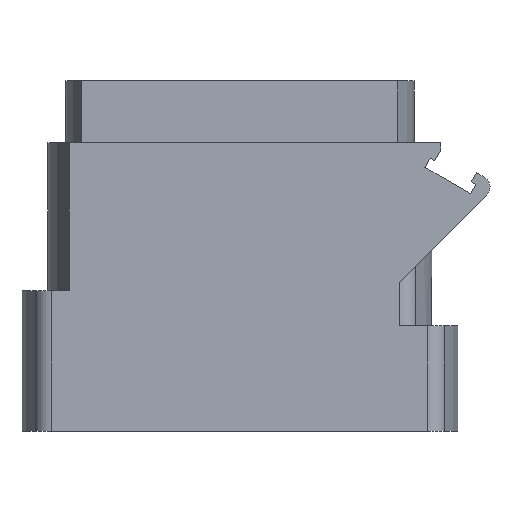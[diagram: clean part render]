
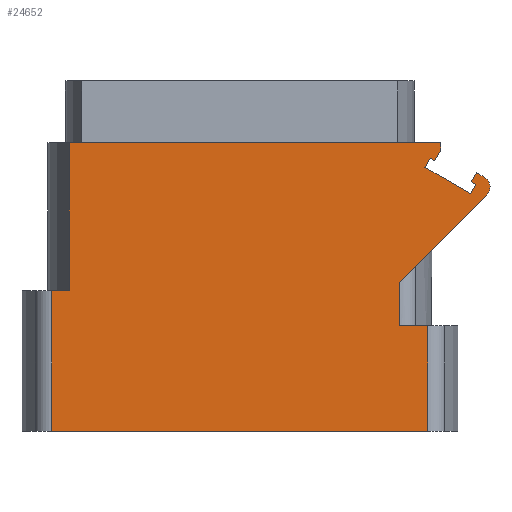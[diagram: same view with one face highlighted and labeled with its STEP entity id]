
A CAD part, front view. The second image highlights one B-rep face of the part: STEP entity #24652.
In plain terms, the highlighted planar face has unit normal (0, -1, 0).
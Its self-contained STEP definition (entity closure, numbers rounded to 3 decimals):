
#10=DIRECTION('',(1.,0.,0.));
#11=VECTOR('',#10,21.35);
#12=CARTESIAN_POINT('',(-10.675,-5.,0.));
#13=LINE('',#12,#11);
#82=DIRECTION('',(0.,0.,-1.));
#83=VECTOR('',#82,0.441);
#84=CARTESIAN_POINT('',(11.4,-5.,16.4));
#85=LINE('',#84,#83);
#86=DIRECTION('',(-0.5,0.,-0.866));
#87=VECTOR('',#86,0.68);
#88=CARTESIAN_POINT('',(11.4,-5.,15.959));
#89=LINE('',#88,#87);
#90=DIRECTION('',(-0.866,0.,0.5));
#91=VECTOR('',#90,0.3);
#92=CARTESIAN_POINT('',(11.06,-5.,15.37));
#93=LINE('',#92,#91);
#94=DIRECTION('',(-0.5,0.,-0.866));
#95=VECTOR('',#94,0.6);
#96=CARTESIAN_POINT('',(10.8,-5.,15.52));
#97=LINE('',#96,#95);
#98=DIRECTION('',(0.5,0.,0.866));
#99=VECTOR('',#98,0.6);
#100=CARTESIAN_POINT('',(13.098,-5.,13.5));
#101=LINE('',#100,#99);
#102=DIRECTION('',(-0.866,0.,0.5));
#103=VECTOR('',#102,0.3);
#104=CARTESIAN_POINT('',(13.398,-5.,14.02));
#105=LINE('',#104,#103);
#106=DIRECTION('',(0.5,0.,0.866));
#107=VECTOR('',#106,0.6);
#108=CARTESIAN_POINT('',(13.138,-5.,14.17));
#109=LINE('',#108,#107);
#110=DIRECTION('',(0.866,0.,-0.5));
#111=VECTOR('',#110,0.504);
#112=CARTESIAN_POINT('',(13.438,-5.,14.689));
#113=LINE('',#112,#111);
#114=CARTESIAN_POINT('',(13.55,-5.,13.874));
#115=DIRECTION('',(0.,1.,0.));
#116=DIRECTION('',(0.5,0.,0.866));
#117=AXIS2_PLACEMENT_3D('',#114,#115,#116);
#123=DIRECTION('',(-1.,0.,0.));
#124=VECTOR('',#123,21.086);
#125=CARTESIAN_POINT('',(11.4,-5.,16.4));
#126=LINE('',#125,#124);
#154=DIRECTION('',(0.,0.,-1.));
#155=VECTOR('',#154,8.4);
#156=CARTESIAN_POINT('',(-9.686,-5.,16.4));
#157=LINE('',#156,#155);
#167=DIRECTION('',(1.,0.,0.));
#168=VECTOR('',#167,0.99);
#169=CARTESIAN_POINT('',(-10.675,-5.,8.));
#170=LINE('',#169,#168);
#194=DIRECTION('',(0.,0.,-1.));
#195=VECTOR('',#194,8.);
#196=CARTESIAN_POINT('',(-10.675,-5.,8.));
#197=LINE('',#196,#195);
#19528=DIRECTION('',(-0.866,0.,0.5));
#19529=VECTOR('',#19528,3.);
#19530=CARTESIAN_POINT('',(13.098,-5.,13.5));
#19531=LINE('',#19530,#19529);
#19572=DIRECTION('',(0.707,0.,0.707));
#19573=VECTOR('',#19572,7.006);
#19574=CARTESIAN_POINT('',(9.056,-5.,8.461));
#19575=LINE('',#19574,#19573);
#19611=DIRECTION('',(-1.,0.,0.));
#19612=VECTOR('',#19611,1.619);
#19613=CARTESIAN_POINT('',(10.675,-5.,6.));
#19614=LINE('',#19613,#19612);
#19638=DIRECTION('',(0.,0.,-1.));
#19639=VECTOR('',#19638,2.461);
#19640=CARTESIAN_POINT('',(9.056,-5.,8.461));
#19641=LINE('',#19640,#19639);
#19665=DIRECTION('',(0.,0.,-1.));
#19666=VECTOR('',#19665,6.);
#19667=CARTESIAN_POINT('',(10.675,-5.,6.));
#19668=LINE('',#19667,#19666);
#19675=CARTESIAN_POINT('',(-9.686,-5.,8.));
#19677=VERTEX_POINT('',#19675);
#19690=CARTESIAN_POINT('',(10.675,-5.,0.));
#19691=VERTEX_POINT('',#19690);
#19692=CARTESIAN_POINT('',(10.675,-5.,6.));
#19693=VERTEX_POINT('',#19692);
#19702=CARTESIAN_POINT('',(-10.675,-5.,8.));
#19703=CARTESIAN_POINT('',(-10.675,-5.,0.));
#19704=VERTEX_POINT('',#19702);
#19705=VERTEX_POINT('',#19703);
#19710=CARTESIAN_POINT('',(13.398,-5.,14.02));
#19711=CARTESIAN_POINT('',(13.138,-5.,14.17));
#19712=VERTEX_POINT('',#19710);
#19713=VERTEX_POINT('',#19711);
#19714=CARTESIAN_POINT('',(13.438,-5.,14.689));
#19715=VERTEX_POINT('',#19714);
#19716=CARTESIAN_POINT('',(13.098,-5.,13.5));
#19717=VERTEX_POINT('',#19716);
#19726=CARTESIAN_POINT('',(13.875,-5.,14.437));
#19727=VERTEX_POINT('',#19726);
#19728=CARTESIAN_POINT('',(11.06,-5.,15.37));
#19729=CARTESIAN_POINT('',(10.8,-5.,15.52));
#19730=VERTEX_POINT('',#19728);
#19731=VERTEX_POINT('',#19729);
#19732=CARTESIAN_POINT('',(10.5,-5.,15.));
#19733=VERTEX_POINT('',#19732);
#19742=CARTESIAN_POINT('',(14.01,-5.,13.415));
#19743=VERTEX_POINT('',#19742);
#19758=CARTESIAN_POINT('',(9.056,-5.,8.461));
#19759=CARTESIAN_POINT('',(9.056,-5.,6.));
#19760=VERTEX_POINT('',#19758);
#19761=VERTEX_POINT('',#19759);
#19762=CARTESIAN_POINT('',(-9.686,-5.,16.4));
#19764=VERTEX_POINT('',#19762);
#19766=CARTESIAN_POINT('',(11.4,-5.,16.4));
#19768=VERTEX_POINT('',#19766);
#19770=CARTESIAN_POINT('',(11.4,-5.,15.959));
#19772=VERTEX_POINT('',#19770);
#24610=CARTESIAN_POINT('',(-11.347,-5.,0.));
#24611=DIRECTION('',(0.,-1.,0.));
#24612=DIRECTION('',(1.,0.,0.));
#24613=AXIS2_PLACEMENT_3D('',#24610,#24611,#24612);
#24614=PLANE('',#24613);
#24616=ORIENTED_EDGE('',*,*,#24615,.F.);
#24617=ORIENTED_EDGE('',*,*,#24602,.T.);
#24618=ORIENTED_EDGE('',*,*,#24591,.T.);
#24620=ORIENTED_EDGE('',*,*,#24619,.T.);
#24622=ORIENTED_EDGE('',*,*,#24621,.T.);
#24624=ORIENTED_EDGE('',*,*,#24623,.F.);
#24626=ORIENTED_EDGE('',*,*,#24625,.T.);
#24628=ORIENTED_EDGE('',*,*,#24627,.T.);
#24630=ORIENTED_EDGE('',*,*,#24629,.T.);
#24632=ORIENTED_EDGE('',*,*,#24631,.T.);
#24634=ORIENTED_EDGE('',*,*,#24633,.T.);
#24636=ORIENTED_EDGE('',*,*,#24635,.F.);
#24638=ORIENTED_EDGE('',*,*,#24637,.T.);
#24640=ORIENTED_EDGE('',*,*,#24639,.F.);
#24642=ORIENTED_EDGE('',*,*,#24641,.T.);
#24643=ORIENTED_EDGE('',*,*,#24513,.F.);
#24645=ORIENTED_EDGE('',*,*,#24644,.F.);
#24647=ORIENTED_EDGE('',*,*,#24646,.T.);
#24649=ORIENTED_EDGE('',*,*,#24648,.F.);
#24650=EDGE_LOOP('',(#24616,#24617,#24618,#24620,#24622,#24624,#24626,#24628,
#24630,#24632,#24634,#24636,#24638,#24640,#24642,#24643,#24645,#24647,#24649));
#24651=FACE_OUTER_BOUND('',#24650,.F.);
#24652=ADVANCED_FACE('',(#24651),#24614,.T.);
#118=CIRCLE('',#117,0.65);
#24513=EDGE_CURVE('',#19705,#19691,#13,.T.);
#24591=EDGE_CURVE('',#19772,#19730,#89,.T.);
#24602=EDGE_CURVE('',#19768,#19772,#85,.T.);
#24615=EDGE_CURVE('',#19768,#19764,#126,.T.);
#24619=EDGE_CURVE('',#19730,#19731,#93,.T.);
#24621=EDGE_CURVE('',#19731,#19733,#97,.T.);
#24623=EDGE_CURVE('',#19717,#19733,#19531,.T.);
#24625=EDGE_CURVE('',#19717,#19712,#101,.T.);
#24627=EDGE_CURVE('',#19712,#19713,#105,.T.);
#24629=EDGE_CURVE('',#19713,#19715,#109,.T.);
#24631=EDGE_CURVE('',#19715,#19727,#113,.T.);
#24633=EDGE_CURVE('',#19727,#19743,#118,.T.);
#24635=EDGE_CURVE('',#19760,#19743,#19575,.T.);
#24637=EDGE_CURVE('',#19760,#19761,#19641,.T.);
#24639=EDGE_CURVE('',#19693,#19761,#19614,.T.);
#24641=EDGE_CURVE('',#19693,#19691,#19668,.T.);
#24644=EDGE_CURVE('',#19704,#19705,#197,.T.);
#24646=EDGE_CURVE('',#19704,#19677,#170,.T.);
#24648=EDGE_CURVE('',#19764,#19677,#157,.T.);
